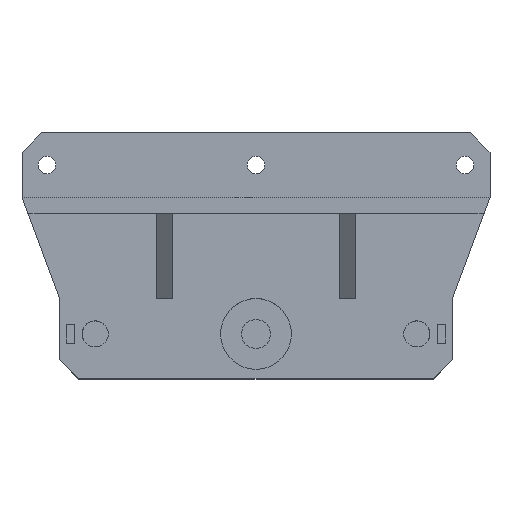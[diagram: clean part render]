
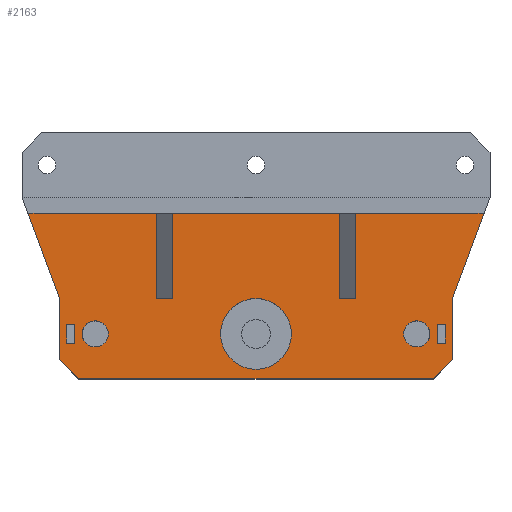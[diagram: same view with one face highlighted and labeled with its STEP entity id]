
A CAD part, top view. The second image highlights one B-rep face of the part: STEP entity #2163.
In plain terms, the highlighted planar face has unit normal (0, 0, 1).
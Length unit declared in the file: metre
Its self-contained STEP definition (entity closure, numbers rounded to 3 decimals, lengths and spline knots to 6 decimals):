
#34=CIRCLE('',#2315,0.00405);
#35=CIRCLE('',#2316,0.011);
#36=CIRCLE('',#2317,0.00405);
#106=ORIENTED_EDGE('',*,*,#720,.F.);
#107=ORIENTED_EDGE('',*,*,#721,.F.);
#108=ORIENTED_EDGE('',*,*,#722,.T.);
#109=ORIENTED_EDGE('',*,*,#723,.T.);
#110=ORIENTED_EDGE('',*,*,#724,.T.);
#111=ORIENTED_EDGE('',*,*,#725,.T.);
#112=ORIENTED_EDGE('',*,*,#726,.F.);
#113=ORIENTED_EDGE('',*,*,#727,.F.);
#114=ORIENTED_EDGE('',*,*,#728,.T.);
#115=ORIENTED_EDGE('',*,*,#729,.T.);
#116=ORIENTED_EDGE('',*,*,#730,.T.);
#117=ORIENTED_EDGE('',*,*,#731,.T.);
#118=ORIENTED_EDGE('',*,*,#732,.T.);
#119=ORIENTED_EDGE('',*,*,#733,.T.);
#120=ORIENTED_EDGE('',*,*,#734,.F.);
#121=ORIENTED_EDGE('',*,*,#735,.F.);
#122=ORIENTED_EDGE('',*,*,#736,.T.);
#123=ORIENTED_EDGE('',*,*,#737,.T.);
#124=ORIENTED_EDGE('',*,*,#738,.F.);
#125=ORIENTED_EDGE('',*,*,#739,.F.);
#126=ORIENTED_EDGE('',*,*,#740,.F.);
#127=ORIENTED_EDGE('',*,*,#741,.T.);
#128=ORIENTED_EDGE('',*,*,#742,.T.);
#129=ORIENTED_EDGE('',*,*,#743,.F.);
#130=ORIENTED_EDGE('',*,*,#744,.T.);
#131=ORIENTED_EDGE('',*,*,#745,.T.);
#132=ORIENTED_EDGE('',*,*,#746,.F.);
#720=EDGE_CURVE('',#1027,#1027,#34,.T.);
#721=EDGE_CURVE('',#1028,#1028,#35,.T.);
#722=EDGE_CURVE('',#1029,#1029,#36,.T.);
#723=EDGE_CURVE('',#1030,#1031,#1218,.T.);
#724=EDGE_CURVE('',#1031,#1032,#1219,.T.);
#725=EDGE_CURVE('',#1032,#1033,#1220,.F.);
#726=EDGE_CURVE('',#1034,#1033,#1221,.T.);
#727=EDGE_CURVE('',#1035,#1034,#1222,.T.);
#728=EDGE_CURVE('',#1035,#1036,#1223,.T.);
#729=EDGE_CURVE('',#1036,#1037,#1224,.T.);
#730=EDGE_CURVE('',#1037,#1038,#1225,.F.);
#731=EDGE_CURVE('',#1038,#1039,#1226,.T.);
#732=EDGE_CURVE('',#1039,#1040,#1227,.T.);
#733=EDGE_CURVE('',#1040,#1041,#1228,.F.);
#734=EDGE_CURVE('',#1042,#1041,#1229,.T.);
#735=EDGE_CURVE('',#1043,#1042,#1230,.T.);
#736=EDGE_CURVE('',#1043,#1044,#1231,.T.);
#737=EDGE_CURVE('',#1044,#1045,#1232,.F.);
#738=EDGE_CURVE('',#1030,#1045,#1233,.T.);
#739=EDGE_CURVE('',#1046,#1047,#1234,.T.);
#740=EDGE_CURVE('',#1048,#1046,#1235,.T.);
#741=EDGE_CURVE('',#1048,#1049,#1236,.T.);
#742=EDGE_CURVE('',#1049,#1047,#1237,.T.);
#743=EDGE_CURVE('',#1050,#1051,#1238,.T.);
#744=EDGE_CURVE('',#1050,#1052,#1239,.T.);
#745=EDGE_CURVE('',#1052,#1053,#1240,.T.);
#746=EDGE_CURVE('',#1051,#1053,#1241,.T.);
#1027=VERTEX_POINT('',#3176);
#1028=VERTEX_POINT('',#3178);
#1029=VERTEX_POINT('',#3180);
#1030=VERTEX_POINT('',#3182);
#1031=VERTEX_POINT('',#3183);
#1032=VERTEX_POINT('',#3185);
#1033=VERTEX_POINT('',#3187);
#1034=VERTEX_POINT('',#3189);
#1035=VERTEX_POINT('',#3191);
#1036=VERTEX_POINT('',#3193);
#1037=VERTEX_POINT('',#3195);
#1038=VERTEX_POINT('',#3197);
#1039=VERTEX_POINT('',#3199);
#1040=VERTEX_POINT('',#3201);
#1041=VERTEX_POINT('',#3203);
#1042=VERTEX_POINT('',#3205);
#1043=VERTEX_POINT('',#3207);
#1044=VERTEX_POINT('',#3209);
#1045=VERTEX_POINT('',#3211);
#1046=VERTEX_POINT('',#3214);
#1047=VERTEX_POINT('',#3215);
#1048=VERTEX_POINT('',#3217);
#1049=VERTEX_POINT('',#3219);
#1050=VERTEX_POINT('',#3222);
#1051=VERTEX_POINT('',#3223);
#1052=VERTEX_POINT('',#3225);
#1053=VERTEX_POINT('',#3227);
#1218=LINE('',#3181,#1461);
#1219=LINE('',#3184,#1462);
#1220=LINE('',#3186,#1463);
#1221=LINE('',#3188,#1464);
#1222=LINE('',#3190,#1465);
#1223=LINE('',#3192,#1466);
#1224=LINE('',#3194,#1467);
#1225=LINE('',#3196,#1468);
#1226=LINE('',#3198,#1469);
#1227=LINE('',#3200,#1470);
#1228=LINE('',#3202,#1471);
#1229=LINE('',#3204,#1472);
#1230=LINE('',#3206,#1473);
#1231=LINE('',#3208,#1474);
#1232=LINE('',#3210,#1475);
#1233=LINE('',#3212,#1476);
#1234=LINE('',#3213,#1477);
#1235=LINE('',#3216,#1478);
#1236=LINE('',#3218,#1479);
#1237=LINE('',#3220,#1480);
#1238=LINE('',#3221,#1481);
#1239=LINE('',#3224,#1482);
#1240=LINE('',#3226,#1483);
#1241=LINE('',#3228,#1484);
#1461=VECTOR('',#2535,1.);
#1462=VECTOR('',#2536,1.);
#1463=VECTOR('',#2537,1.);
#1464=VECTOR('',#2538,1.);
#1465=VECTOR('',#2539,1.);
#1466=VECTOR('',#2540,1.);
#1467=VECTOR('',#2541,1.);
#1468=VECTOR('',#2542,1.);
#1469=VECTOR('',#2543,1.);
#1470=VECTOR('',#2544,1.);
#1471=VECTOR('',#2545,1.);
#1472=VECTOR('',#2546,1.);
#1473=VECTOR('',#2547,1.);
#1474=VECTOR('',#2548,1.);
#1475=VECTOR('',#2549,1.);
#1476=VECTOR('',#2550,1.);
#1477=VECTOR('',#2551,1.);
#1478=VECTOR('',#2552,1.);
#1479=VECTOR('',#2553,1.);
#1480=VECTOR('',#2554,1.);
#1481=VECTOR('',#2555,1.);
#1482=VECTOR('',#2556,1.);
#1483=VECTOR('',#2557,1.);
#1484=VECTOR('',#2558,1.);
#1698=EDGE_LOOP('',(#106));
#1699=EDGE_LOOP('',(#107));
#1700=EDGE_LOOP('',(#108));
#1701=EDGE_LOOP('',(#109,#110,#111,#112,#113,#114,#115,#116,#117,#118,#119,
#120,#121,#122,#123,#124));
#1702=EDGE_LOOP('',(#125,#126,#127,#128));
#1703=EDGE_LOOP('',(#129,#130,#131,#132));
#1873=FACE_BOUND('',#1698,.T.);
#1874=FACE_BOUND('',#1699,.T.);
#1875=FACE_BOUND('',#1700,.T.);
#1876=FACE_BOUND('',#1701,.T.);
#1877=FACE_BOUND('',#1702,.T.);
#1878=FACE_BOUND('',#1703,.T.);
#2045=PLANE('',#2314);
#2163=ADVANCED_FACE('',(#1873,#1874,#1875,#1876,#1877,#1878),#2045,.T.);
#2314=AXIS2_PLACEMENT_3D('',#3174,#2527,#2528);
#2315=AXIS2_PLACEMENT_3D('',#3175,#2529,#2530);
#2316=AXIS2_PLACEMENT_3D('',#3177,#2531,#2532);
#2317=AXIS2_PLACEMENT_3D('',#3179,#2533,#2534);
#2527=DIRECTION('',(0.,0.,1.));
#2528=DIRECTION('',(1.,0.,0.));
#2529=DIRECTION('',(0.,0.,1.));
#2530=DIRECTION('',(0.,-1.,0.));
#2531=DIRECTION('',(0.,0.,1.));
#2532=DIRECTION('',(0.,-1.,0.));
#2533=DIRECTION('',(0.,0.,-1.));
#2534=DIRECTION('',(0.,-1.,0.));
#2535=DIRECTION('',(-1.,0.,0.));
#2536=DIRECTION('',(0.,1.,0.));
#2537=DIRECTION('',(1.,0.,0.));
#2538=DIRECTION('',(-0.349,0.937,0.));
#2539=DIRECTION('',(0.,1.,0.));
#2540=DIRECTION('',(0.707,-0.707,0.));
#2541=DIRECTION('',(1.,0.,0.));
#2542=DIRECTION('',(-0.707,-0.707,0.));
#2543=DIRECTION('',(0.,1.,0.));
#2544=DIRECTION('',(0.349,0.937,0.));
#2545=DIRECTION('',(1.,0.,0.));
#2546=DIRECTION('',(0.,1.,0.));
#2547=DIRECTION('',(1.,0.,0.));
#2548=DIRECTION('',(0.,1.,0.));
#2549=DIRECTION('',(1.,0.,0.));
#2550=DIRECTION('',(0.,1.,0.));
#2551=DIRECTION('',(1.,0.,0.));
#2552=DIRECTION('',(0.,-1.,0.));
#2553=DIRECTION('',(1.,0.,0.));
#2554=DIRECTION('',(0.,-1.,0.));
#2555=DIRECTION('',(-1.,0.,0.));
#2556=DIRECTION('',(0.,-1.,0.));
#2557=DIRECTION('',(-1.,0.,0.));
#2558=DIRECTION('',(0.,-1.,0.));
#3174=CARTESIAN_POINT('',(0.184999,-0.175,0.03));
#3175=CARTESIAN_POINT('',(0.135,-0.0525,0.03));
#3176=CARTESIAN_POINT('',(0.135,-0.05655,0.03));
#3177=CARTESIAN_POINT('',(0.185,-0.0525,0.03));
#3178=CARTESIAN_POINT('',(0.185,-0.0635,0.03));
#3179=CARTESIAN_POINT('',(0.235,-0.0525,0.03));
#3180=CARTESIAN_POINT('',(0.235,-0.05655,0.03));
#3181=CARTESIAN_POINT('',(0.159025,-0.04145,0.03));
#3182=CARTESIAN_POINT('',(0.159025,-0.04145,0.03));
#3183=CARTESIAN_POINT('',(0.154025,-0.04145,0.03));
#3184=CARTESIAN_POINT('',(0.154025,-0.028225,0.03));
#3185=CARTESIAN_POINT('',(0.154025,-0.015,0.03));
#3186=CARTESIAN_POINT('',(0.184999,-0.015,0.03));
#3187=CARTESIAN_POINT('',(0.11411,-0.015,0.03));
#3188=CARTESIAN_POINT('',(0.1181,-0.025725,0.03));
#3189=CARTESIAN_POINT('',(0.12395,-0.04145,0.03));
#3190=CARTESIAN_POINT('',(0.12395,-0.053975,0.03));
#3191=CARTESIAN_POINT('',(0.12395,-0.0605,0.03));
#3192=CARTESIAN_POINT('',(0.211724,-0.148274,0.03));
#3193=CARTESIAN_POINT('',(0.12995,-0.0665,0.03));
#3194=CARTESIAN_POINT('',(0.154475,-0.0665,0.03));
#3195=CARTESIAN_POINT('',(0.24005,-0.0665,0.03));
#3196=CARTESIAN_POINT('',(0.158274,-0.148276,0.03));
#3197=CARTESIAN_POINT('',(0.24605,-0.0605,0.03));
#3198=CARTESIAN_POINT('',(0.24605,-0.053975,0.03));
#3199=CARTESIAN_POINT('',(0.24605,-0.04145,0.03));
#3200=CARTESIAN_POINT('',(0.2519,-0.025725,0.03));
#3201=CARTESIAN_POINT('',(0.25589,-0.015,0.03));
#3202=CARTESIAN_POINT('',(0.184999,-0.015,0.03));
#3203=CARTESIAN_POINT('',(0.215975,-0.015,0.03));
#3204=CARTESIAN_POINT('',(0.215975,-0.028225,0.03));
#3205=CARTESIAN_POINT('',(0.215975,-0.04145,0.03));
#3206=CARTESIAN_POINT('',(0.210975,-0.04145,0.03));
#3207=CARTESIAN_POINT('',(0.210975,-0.04145,0.03));
#3208=CARTESIAN_POINT('',(0.210975,-0.028225,0.03));
#3209=CARTESIAN_POINT('',(0.210975,-0.015,0.03));
#3210=CARTESIAN_POINT('',(0.184999,-0.015,0.03));
#3211=CARTESIAN_POINT('',(0.159025,-0.015,0.03));
#3212=CARTESIAN_POINT('',(0.159025,-0.028225,0.03));
#3213=CARTESIAN_POINT('',(0.24255,-0.05535,0.03));
#3214=CARTESIAN_POINT('',(0.2413,-0.05535,0.03));
#3215=CARTESIAN_POINT('',(0.2438,-0.05535,0.03));
#3216=CARTESIAN_POINT('',(0.2413,-0.0525,0.03));
#3217=CARTESIAN_POINT('',(0.2413,-0.04965,0.03));
#3218=CARTESIAN_POINT('',(0.24255,-0.04965,0.03));
#3219=CARTESIAN_POINT('',(0.2438,-0.04965,0.03));
#3220=CARTESIAN_POINT('',(0.2438,-0.0525,0.03));
#3221=CARTESIAN_POINT('',(0.12745,-0.04965,0.03));
#3222=CARTESIAN_POINT('',(0.1287,-0.04965,0.03));
#3223=CARTESIAN_POINT('',(0.1262,-0.04965,0.03));
#3224=CARTESIAN_POINT('',(0.1287,-0.0525,0.03));
#3225=CARTESIAN_POINT('',(0.1287,-0.05535,0.03));
#3226=CARTESIAN_POINT('',(0.12745,-0.05535,0.03));
#3227=CARTESIAN_POINT('',(0.1262,-0.05535,0.03));
#3228=CARTESIAN_POINT('',(0.1262,-0.0525,0.03));
